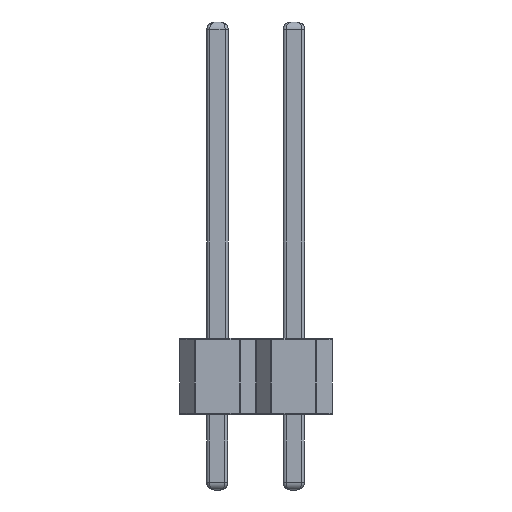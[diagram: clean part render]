
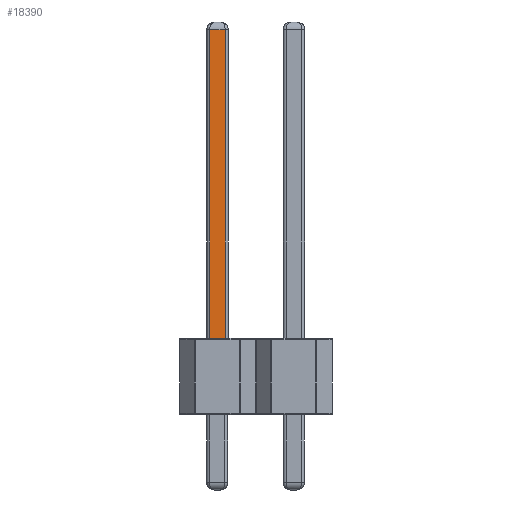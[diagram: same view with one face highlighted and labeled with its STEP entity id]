
A CAD part, left-side view. The second image highlights one B-rep face of the part: STEP entity #18390.
In plain terms, the highlighted planar face has unit normal (-1, 0, 0).
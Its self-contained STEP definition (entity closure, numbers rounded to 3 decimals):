
#476=PLANE('',#19856);
#1442=LINE('',#28846,#2850);
#1462=LINE('',#28994,#2870);
#1466=LINE('',#29028,#2874);
#1469=LINE('',#29057,#2877);
#2850=VECTOR('',#22477,10.);
#2870=VECTOR('',#22557,10.);
#2874=VECTOR('',#22573,10.);
#2877=VECTOR('',#22584,10.);
#4918=FACE_OUTER_BOUND('',#6264,.T.);
#6264=EDGE_LOOP('',(#12979,#12980,#12981,#12982));
#8647=VERTEX_POINT('',#28843);
#8648=VERTEX_POINT('',#28845);
#8666=VERTEX_POINT('',#28992);
#8670=VERTEX_POINT('',#29027);
#10103=EDGE_CURVE('',#8647,#8648,#1442,.T.);
#10139=EDGE_CURVE('',#8666,#8647,#1462,.T.);
#10146=EDGE_CURVE('',#8648,#8670,#1466,.T.);
#10152=EDGE_CURVE('',#8670,#8666,#1469,.T.);
#12979=ORIENTED_EDGE('',*,*,#10139,.F.);
#12980=ORIENTED_EDGE('',*,*,#10152,.F.);
#12981=ORIENTED_EDGE('',*,*,#10146,.F.);
#12982=ORIENTED_EDGE('',*,*,#10103,.F.);
#18390=ADVANCED_FACE('',(#4918),#476,.T.);
#19856=AXIS2_PLACEMENT_3D('',#29058,#22585,#22586);
#22477=DIRECTION('',(0.,1.,0.));
#22557=DIRECTION('',(0.,0.,-1.));
#22573=DIRECTION('',(0.,0.,1.));
#22584=DIRECTION('',(0.,-1.,0.));
#22585=DIRECTION('center_axis',(-1.,0.,0.));
#22586=DIRECTION('ref_axis',(0.,-1.,0.));
#28843=CARTESIAN_POINT('',(-1.602,1.026,2.54));
#28845=CARTESIAN_POINT('',(-1.602,1.533,2.54));
#28846=CARTESIAN_POINT('',(-1.602,1.451,2.54));
#28992=CARTESIAN_POINT('',(-1.602,1.026,12.79));
#28994=CARTESIAN_POINT('',(-1.602,1.026,2.54));
#29027=CARTESIAN_POINT('',(-1.602,1.533,12.79));
#29028=CARTESIAN_POINT('',(-1.602,1.533,2.54));
#29057=CARTESIAN_POINT('',(-1.602,1.456,12.79));
#29058=CARTESIAN_POINT('Origin',(-1.602,1.633,2.54));
